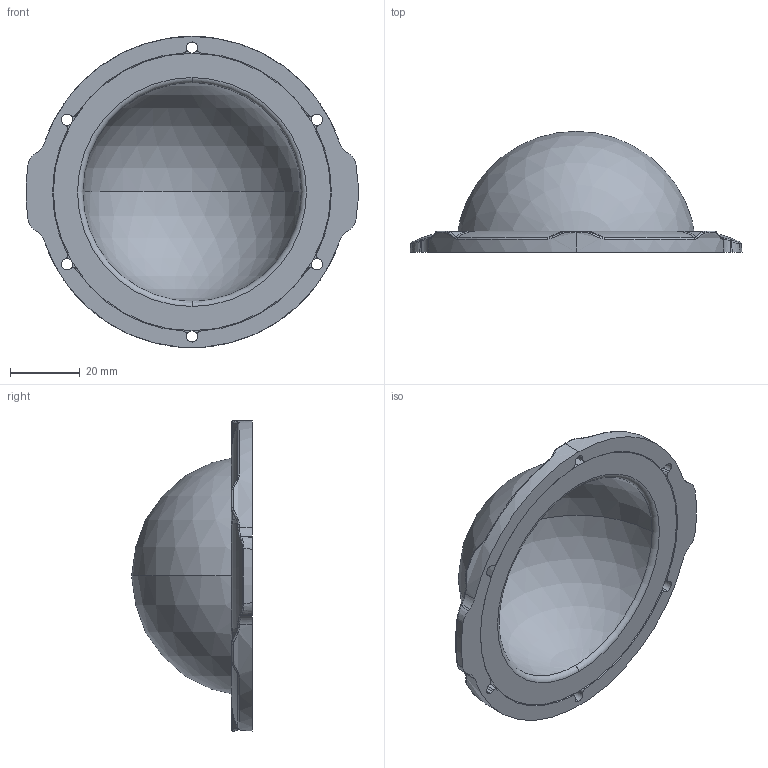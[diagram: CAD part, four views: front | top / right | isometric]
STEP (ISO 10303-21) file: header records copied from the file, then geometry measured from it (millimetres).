
FILE_DESCRIPTION (( 'STEP AP214' ), '1' );
FILE_NAME ('WTE3-ASM-DOME-R1.STEP', '2018-11-13T17:24:34', ( '' ), ( '' ), 'SwSTEP 2.0', 'SolidWorks 2016', '' );
FILE_SCHEMA (( 'AUTOMOTIVE_DESIGN' ));
Length unit declared in the file: millimetre
Products named in the file (3): WTE3-P-RETAINING-RING-R1; WTE3-P-DOME-R1; WTE3-ASM-DOME-R1
Assembly tree (2 placements, depth 2):
  WTE3-ASM-DOME-R1
    WTE3-P-DOME-R1
    WTE3-P-RETAINING-RING-R1
Bounding box: 94.86 x 34.55 x 88.9 mm (x, y, z)
Volume: 34297.7 mm3; surface area: 24530.4 mm2
Topology: 2 solids, 2 shells, 252 faces, 642 edges, 390 vertices
Faces by surface type: bspline 112, torus 55, plane 38, cylinder 31, cone 12, sphere 4
Entity records: 9499 total; most frequent: CARTESIAN_POINT 4031, ORIENTED_EDGE 1284, DIRECTION 981, EDGE_CURVE 642, AXIS2_PLACEMENT_3D 446, VERTEX_POINT 390, CIRCLE 301, EDGE_LOOP 262
